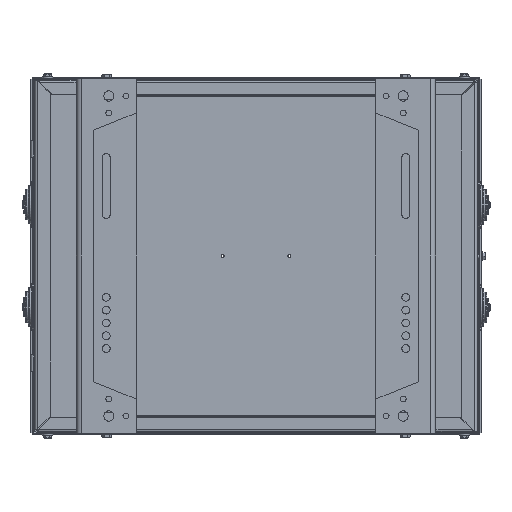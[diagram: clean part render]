
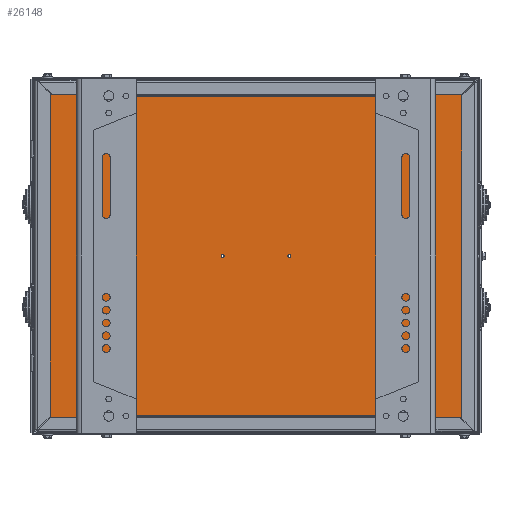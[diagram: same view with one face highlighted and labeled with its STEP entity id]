
A CAD part, front view. The second image highlights one B-rep face of the part: STEP entity #26148.
In plain terms, the highlighted planar face has unit normal (0, -1, 0).
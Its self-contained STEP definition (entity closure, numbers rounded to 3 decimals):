
#902=PLANE('',#28323);
#2705=LINE('',#41094,#4709);
#2726=LINE('',#41144,#4730);
#2747=LINE('',#41194,#4751);
#2767=LINE('',#41241,#4771);
#4709=VECTOR('',#33558,10.);
#4730=VECTOR('',#33609,10.);
#4751=VECTOR('',#33660,10.);
#4771=VECTOR('',#33710,10.);
#5680=FACE_BOUND('',#8713,.T.);
#5681=FACE_BOUND('',#8714,.T.);
#6853=FACE_OUTER_BOUND('',#8712,.T.);
#8712=EDGE_LOOP('',(#20673,#20674,#20675,#20676));
#8713=EDGE_LOOP('',(#20677));
#8714=EDGE_LOOP('',(#20678));
#10070=CIRCLE('',#27461,1.75);
#10072=CIRCLE('',#27464,1.75);
#11491=VERTEX_POINT('',#38662);
#11493=VERTEX_POINT('',#38667);
#12297=VERTEX_POINT('',#41082);
#12298=VERTEX_POINT('',#41087);
#12310=VERTEX_POINT('',#41126);
#12324=VERTEX_POINT('',#41176);
#14026=EDGE_CURVE('',#11491,#11491,#10070,.T.);
#14028=EDGE_CURVE('',#11493,#11493,#10072,.T.);
#15241=EDGE_CURVE('',#12298,#12297,#2705,.T.);
#15266=EDGE_CURVE('',#12297,#12310,#2726,.T.);
#15291=EDGE_CURVE('',#12310,#12324,#2747,.T.);
#15315=EDGE_CURVE('',#12324,#12298,#2767,.T.);
#20673=ORIENTED_EDGE('',*,*,#15241,.T.);
#20674=ORIENTED_EDGE('',*,*,#15266,.T.);
#20675=ORIENTED_EDGE('',*,*,#15291,.T.);
#20676=ORIENTED_EDGE('',*,*,#15315,.T.);
#20677=ORIENTED_EDGE('',*,*,#14026,.T.);
#20678=ORIENTED_EDGE('',*,*,#14028,.T.);
#26148=ADVANCED_FACE('',(#6853,#5680,#5681),#902,.T.);
#27461=AXIS2_PLACEMENT_3D('',#38663,#31117,#31118);
#27464=AXIS2_PLACEMENT_3D('',#38668,#31123,#31124);
#28323=AXIS2_PLACEMENT_3D('',#41242,#33711,#33712);
#31117=DIRECTION('center_axis',(0.,1.,0.));
#31118=DIRECTION('ref_axis',(1.,0.,0.));
#31123=DIRECTION('center_axis',(0.,1.,0.));
#31124=DIRECTION('ref_axis',(1.,0.,0.));
#33558=DIRECTION('',(0.,0.,-1.));
#33609=DIRECTION('',(1.,0.,0.));
#33660=DIRECTION('',(0.,0.,1.));
#33710=DIRECTION('',(-1.,0.,0.));
#33711=DIRECTION('center_axis',(0.,-1.,0.));
#33712=DIRECTION('ref_axis',(-1.,0.,0.));
#38662=CARTESIAN_POINT('',(37.25,640.,0.));
#38663=CARTESIAN_POINT('Origin',(39.,640.,0.));
#38667=CARTESIAN_POINT('',(-40.75,640.,0.));
#38668=CARTESIAN_POINT('Origin',(-39.,640.,0.));
#41082=CARTESIAN_POINT('',(-261.,640.,-206.));
#41087=CARTESIAN_POINT('',(-261.,640.,206.));
#41094=CARTESIAN_POINT('',(-261.,640.,-103.));
#41126=CARTESIAN_POINT('',(261.,640.,-206.));
#41144=CARTESIAN_POINT('',(130.5,640.,-206.));
#41176=CARTESIAN_POINT('',(261.,640.,206.));
#41194=CARTESIAN_POINT('',(261.,640.,103.));
#41241=CARTESIAN_POINT('',(-130.5,640.,206.));
#41242=CARTESIAN_POINT('Origin',(0.,640.,
0.));
